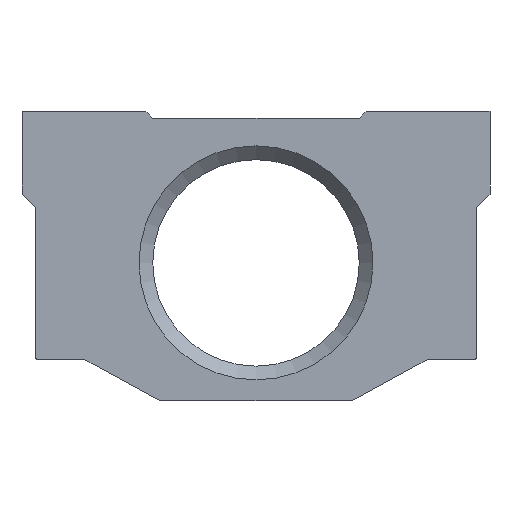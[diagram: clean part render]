
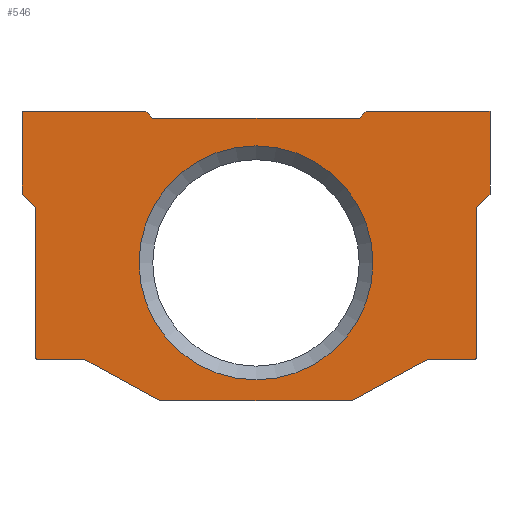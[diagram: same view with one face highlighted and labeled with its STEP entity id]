
A CAD part, front view. The second image highlights one B-rep face of the part: STEP entity #546.
In plain terms, the highlighted planar face has unit normal (0, -1, 0).
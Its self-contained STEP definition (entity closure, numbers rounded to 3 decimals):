
#22=FACE_BOUND('',#83,.T.);
#30=PLANE('',#596);
#50=FACE_OUTER_BOUND('',#82,.T.);
#82=EDGE_LOOP('',(#415,#416,#417,#418,#419,#420,#421,#422,#423,#424,#425,
#426,#427,#428,#429,#430,#431,#432));
#83=EDGE_LOOP('',(#433));
#117=LINE('',#805,#178);
#135=LINE('',#848,#196);
#137=LINE('',#852,#198);
#138=LINE('',#854,#199);
#139=LINE('',#855,#200);
#140=LINE('',#857,#201);
#141=LINE('',#859,#202);
#142=LINE('',#861,#203);
#143=LINE('',#863,#204);
#144=LINE('',#865,#205);
#145=LINE('',#867,#206);
#146=LINE('',#869,#207);
#147=LINE('',#871,#208);
#148=LINE('',#873,#209);
#149=LINE('',#875,#210);
#150=LINE('',#876,#211);
#178=VECTOR('',#647,10.);
#196=VECTOR('',#677,10.);
#198=VECTOR('',#681,10.);
#199=VECTOR('',#682,10.);
#200=VECTOR('',#683,10.);
#201=VECTOR('',#684,10.);
#202=VECTOR('',#685,10.);
#203=VECTOR('',#686,10.);
#204=VECTOR('',#687,10.);
#205=VECTOR('',#688,10.);
#206=VECTOR('',#689,10.);
#207=VECTOR('',#690,10.);
#208=VECTOR('',#691,10.);
#209=VECTOR('',#692,10.);
#210=VECTOR('',#693,10.);
#211=VECTOR('',#694,10.);
#236=CIRCLE('',#588,0.1);
#239=CIRCLE('',#594,0.1);
#240=CIRCLE('',#597,8.5);
#253=VERTEX_POINT('',#795);
#254=VERTEX_POINT('',#797);
#256=VERTEX_POINT('',#803);
#273=VERTEX_POINT('',#841);
#274=VERTEX_POINT('',#843);
#275=VERTEX_POINT('',#847);
#276=VERTEX_POINT('',#851);
#277=VERTEX_POINT('',#853);
#278=VERTEX_POINT('',#856);
#279=VERTEX_POINT('',#858);
#280=VERTEX_POINT('',#860);
#281=VERTEX_POINT('',#862);
#282=VERTEX_POINT('',#864);
#283=VERTEX_POINT('',#866);
#284=VERTEX_POINT('',#868);
#285=VERTEX_POINT('',#870);
#286=VERTEX_POINT('',#872);
#287=VERTEX_POINT('',#874);
#288=VERTEX_POINT('',#877);
#305=EDGE_CURVE('',#253,#254,#236,.T.);
#309=EDGE_CURVE('',#253,#256,#117,.T.);
#328=EDGE_CURVE('',#273,#274,#239,.T.);
#330=EDGE_CURVE('',#275,#274,#135,.T.);
#332=EDGE_CURVE('',#256,#276,#137,.T.);
#333=EDGE_CURVE('',#276,#277,#138,.T.);
#334=EDGE_CURVE('',#277,#275,#139,.T.);
#335=EDGE_CURVE('',#273,#278,#140,.T.);
#336=EDGE_CURVE('',#278,#279,#141,.T.);
#337=EDGE_CURVE('',#279,#280,#142,.T.);
#338=EDGE_CURVE('',#280,#281,#143,.T.);
#339=EDGE_CURVE('',#282,#281,#144,.T.);
#340=EDGE_CURVE('',#282,#283,#145,.T.);
#341=EDGE_CURVE('',#284,#283,#146,.T.);
#342=EDGE_CURVE('',#284,#285,#147,.T.);
#343=EDGE_CURVE('',#285,#286,#148,.T.);
#344=EDGE_CURVE('',#286,#287,#149,.T.);
#345=EDGE_CURVE('',#287,#254,#150,.T.);
#346=EDGE_CURVE('',#288,#288,#240,.T.);
#415=ORIENTED_EDGE('',*,*,#305,.F.);
#416=ORIENTED_EDGE('',*,*,#309,.T.);
#417=ORIENTED_EDGE('',*,*,#332,.T.);
#418=ORIENTED_EDGE('',*,*,#333,.T.);
#419=ORIENTED_EDGE('',*,*,#334,.T.);
#420=ORIENTED_EDGE('',*,*,#330,.T.);
#421=ORIENTED_EDGE('',*,*,#328,.F.);
#422=ORIENTED_EDGE('',*,*,#335,.T.);
#423=ORIENTED_EDGE('',*,*,#336,.T.);
#424=ORIENTED_EDGE('',*,*,#337,.T.);
#425=ORIENTED_EDGE('',*,*,#338,.T.);
#426=ORIENTED_EDGE('',*,*,#339,.F.);
#427=ORIENTED_EDGE('',*,*,#340,.T.);
#428=ORIENTED_EDGE('',*,*,#341,.F.);
#429=ORIENTED_EDGE('',*,*,#342,.T.);
#430=ORIENTED_EDGE('',*,*,#343,.T.);
#431=ORIENTED_EDGE('',*,*,#344,.T.);
#432=ORIENTED_EDGE('',*,*,#345,.T.);
#433=ORIENTED_EDGE('',*,*,#346,.F.);
#546=ADVANCED_FACE('',(#50,#22),#30,.F.);
#588=AXIS2_PLACEMENT_3D('',#798,#640,#641);
#594=AXIS2_PLACEMENT_3D('',#844,#672,#673);
#596=AXIS2_PLACEMENT_3D('',#850,#679,#680);
#597=AXIS2_PLACEMENT_3D('',#878,#695,#696);
#640=DIRECTION('center_axis',(0.,1.,0.));
#641=DIRECTION('ref_axis',(-0.707,0.,-0.707));
#647=DIRECTION('',(1.,0.,0.));
#672=DIRECTION('center_axis',(0.,1.,0.));
#673=DIRECTION('ref_axis',(0.707,0.,-0.707));
#677=DIRECTION('',(1.,0.,0.));
#679=DIRECTION('center_axis',(0.,1.,0.));
#680=DIRECTION('ref_axis',(1.,0.,0.));
#681=DIRECTION('',(0.878,0.,-0.479));
#682=DIRECTION('',(1.,0.,0.));
#683=DIRECTION('',(0.878,0.,0.479));
#684=DIRECTION('',(0.,0.,1.));
#685=DIRECTION('',(0.707,0.,0.707));
#686=DIRECTION('',(0.,0.,1.));
#687=DIRECTION('',(-1.,0.,0.));
#688=DIRECTION('',(0.707,0.,0.707));
#689=DIRECTION('',(-1.,0.,0.));
#690=DIRECTION('',(0.707,0.,-0.707));
#691=DIRECTION('',(-1.,0.,0.));
#692=DIRECTION('',(0.,0.,-1.));
#693=DIRECTION('',(0.707,0.,-0.707));
#694=DIRECTION('',(0.,0.,-1.));
#695=DIRECTION('center_axis',(0.,-1.,0.));
#696=DIRECTION('ref_axis',(1.,0.,0.));
#795=CARTESIAN_POINT('',(-15.9,-29.,-7.));
#797=CARTESIAN_POINT('',(-16.,-29.,-6.9));
#798=CARTESIAN_POINT('Origin',(-15.9,-29.,-6.9));
#803=CARTESIAN_POINT('',(-12.5,-29.,-7.));
#805=CARTESIAN_POINT('',(-16.,-29.,-7.));
#841=CARTESIAN_POINT('',(16.,-29.,-6.9));
#843=CARTESIAN_POINT('',(15.9,-29.,-7.));
#844=CARTESIAN_POINT('Origin',(15.9,-29.,-6.9));
#847=CARTESIAN_POINT('',(12.5,-29.,-7.));
#848=CARTESIAN_POINT('',(16.,-29.,-7.));
#850=CARTESIAN_POINT('Origin',(0.,-29.,0.5));
#851=CARTESIAN_POINT('',(-7.,-29.,-10.));
#852=CARTESIAN_POINT('',(-12.5,-29.,-7.));
#853=CARTESIAN_POINT('',(7.,-29.,-10.));
#854=CARTESIAN_POINT('',(-7.,-29.,-10.));
#855=CARTESIAN_POINT('',(12.5,-29.,-7.));
#856=CARTESIAN_POINT('',(16.,-29.,4.));
#857=CARTESIAN_POINT('',(16.,-29.,4.));
#858=CARTESIAN_POINT('',(17.,-29.,5.));
#859=CARTESIAN_POINT('',(17.,-29.,5.));
#860=CARTESIAN_POINT('',(17.,-29.,11.));
#861=CARTESIAN_POINT('',(17.,-29.,11.));
#862=CARTESIAN_POINT('',(8.,-29.,11.));
#863=CARTESIAN_POINT('',(-17.,-29.,11.));
#864=CARTESIAN_POINT('',(7.5,-29.,10.5));
#865=CARTESIAN_POINT('',(3.25,-29.,6.25));
#866=CARTESIAN_POINT('',(-7.5,-29.,10.5));
#867=CARTESIAN_POINT('',(0.,-29.,10.5));
#868=CARTESIAN_POINT('',(-8.,-29.,11.));
#869=CARTESIAN_POINT('',(-3.25,-29.,6.25));
#870=CARTESIAN_POINT('',(-17.,-29.,11.));
#871=CARTESIAN_POINT('',(-17.,-29.,11.));
#872=CARTESIAN_POINT('',(-17.,-29.,5.));
#873=CARTESIAN_POINT('',(-17.,-29.,11.));
#874=CARTESIAN_POINT('',(-16.,-29.,4.));
#875=CARTESIAN_POINT('',(-17.,-29.,5.));
#876=CARTESIAN_POINT('',(-16.,-29.,4.));
#877=CARTESIAN_POINT('',(-8.5,-29.,0.));
#878=CARTESIAN_POINT('Origin',(0.,-29.,0.));
